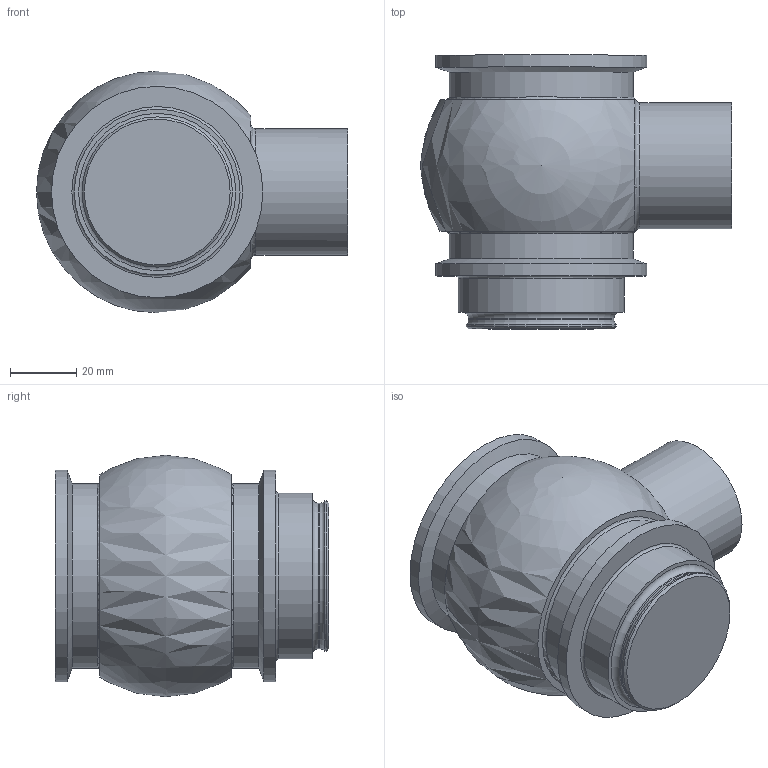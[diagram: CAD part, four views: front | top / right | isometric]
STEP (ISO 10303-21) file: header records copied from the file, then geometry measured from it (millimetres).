
FILE_DESCRIPTION(/* description */ (''),/* implementation_level */ '2;1');
FILE_NAME(/* name */ '102145.stp',/* time_stamp */ '2021-03-12T10:42:24-06:00',/* author */ ('FA67NH'),/* organization */ (''),/* preprocessor_version */ 'ST-DEVELOPER v18.1',/* originating_system */ 'Autodesk Inventor 2020',/* authorisation */ '');
FILE_SCHEMA (('AUTOMOTIVE_DESIGN { 1 0 10303 214 3 1 1 }'));
Length unit declared in the file: inch
Products named in the file (1): 102145
Bounding box: 94.03 x 82.75 x 73 mm (x, y, z)
Volume: 278364.1 mm3; surface area: 27972.2 mm2
Topology: 1 solids, 1 shells, 27 faces, 86 edges, 62 vertices
Faces by surface type: plane 9, cylinder 8, torus 6, cone 3, sphere 1
Full cylindrical faces by diameter (mm): 38.1 x1, 43.967 x1, 45.441 x1, 50.089 x1, 55.677 x2, 63.881 x2
Entity records: 1074 total; most frequent: CARTESIAN_POINT 212, DIRECTION 197, ORIENTED_EDGE 168, AXIS2_PLACEMENT_3D 91, EDGE_CURVE 84, CIRCLE 63, VERTEX_POINT 62, EDGE_LOOP 30
